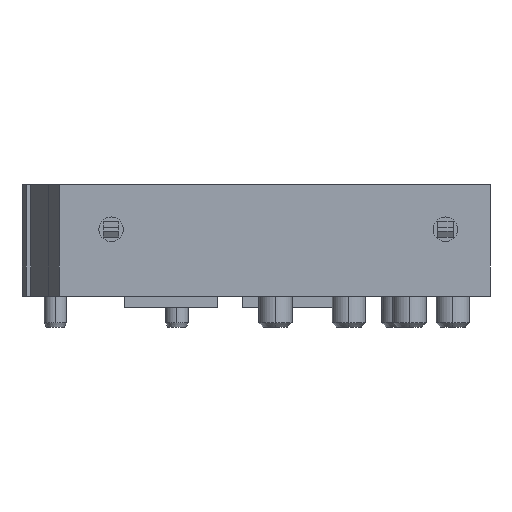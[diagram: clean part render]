
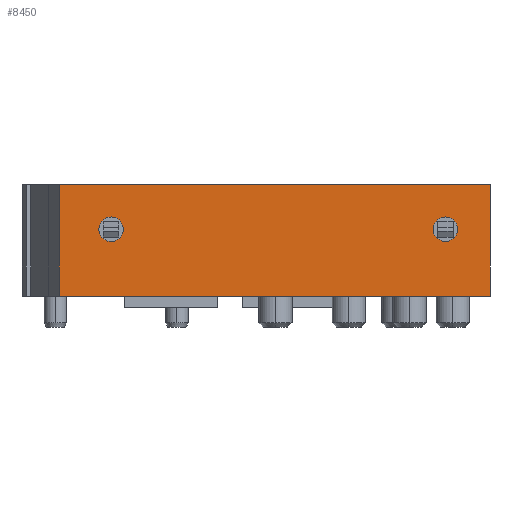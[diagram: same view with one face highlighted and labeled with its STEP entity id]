
A CAD part, front view. The second image highlights one B-rep face of the part: STEP entity #8450.
In plain terms, the highlighted planar face has unit normal (0, -1, 0).
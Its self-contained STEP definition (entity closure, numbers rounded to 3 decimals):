
#7760=CARTESIAN_POINT('',(-72.132,19.402
   ,0.));
#7770=DIRECTION('',(0.,-1.,
   0.));
#7780=DIRECTION('',(-1.,0.,
   0.));
#7790=AXIS2_PLACEMENT_3D('',#7760,#7770,#7780);
#7800=PLANE('',#7790);
#7810=CARTESIAN_POINT('',(0.,19.402,
   0.02));
#7820=DIRECTION('',(-1.,0.,
   0.));
#7830=VECTOR('',#7820,1.);
#7840=LINE('',#7810,#7830);
#7850=CARTESIAN_POINT('',(-52.793,19.402
   ,0.02));
#7860=VERTEX_POINT('',#7850);
#7870=CARTESIAN_POINT('',(-72.132,19.402
   ,0.02));
#7880=VERTEX_POINT('',#7870);
#7890=EDGE_CURVE('',#7860,#7880,#7840,.T.);
#7900=ORIENTED_EDGE('',*,*,#7890,.T.);
#7910=CARTESIAN_POINT('',(-52.793,19.402
   ,0.));
#7920=DIRECTION('',(0.,0.,
   -1.));
#7930=VECTOR('',#7920,1.);
#7940=LINE('',#7910,#7930);
#7950=CARTESIAN_POINT('',(-52.793,19.402
   ,-4.98));
#7960=VERTEX_POINT('',#7950);
#7970=EDGE_CURVE('',#7860,#7960,#7940,.T.);
#7980=ORIENTED_EDGE('',*,*,#7970,.F.);
#7990=CARTESIAN_POINT('',(0.,19.402,
   -4.98));
#8000=DIRECTION('',(-1.,0.,
   0.));
#8010=VECTOR('',#8000,1.);
#8020=LINE('',#7990,#8010);
#8030=CARTESIAN_POINT('',(-72.132,19.402
   ,-4.98));
#8040=VERTEX_POINT('',#8030);
#8050=EDGE_CURVE('',#7960,#8040,#8020,.T.);
#8060=ORIENTED_EDGE('',*,*,#8050,.F.);
#8070=CARTESIAN_POINT('',(-72.132,19.402
   ,0.));
#8080=DIRECTION('',(0.,0.,
   1.));
#8090=VECTOR('',#8080,1.);
#8100=LINE('',#8070,#8090);
#8110=EDGE_CURVE('',#8040,#7880,#8100,.T.);
#8120=ORIENTED_EDGE('',*,*,#8110,.F.);
#8130=EDGE_LOOP('',(#8120,#8060,#7980,#7900));
#8140=FACE_OUTER_BOUND('',#8130,.T.);
#8150=CARTESIAN_POINT('',(-69.793,19.402
   ,-1.98));
#8160=DIRECTION('',(0.,-1.,
   0.));
#8170=DIRECTION('',(1.,0.,
   0.));
#8180=AXIS2_PLACEMENT_3D('',#8150,#8160,#8170);
#8190=CIRCLE('',#8180,0.55);
#8200=CARTESIAN_POINT('',(-69.243,19.402
   ,-1.98));
#8210=VERTEX_POINT('',#8200);
#8220=CARTESIAN_POINT('',(-70.343,19.402
   ,-1.98));
#8230=VERTEX_POINT('',#8220);
#8240=EDGE_CURVE('',#8210,#8230,#8190,.T.);
#8250=ORIENTED_EDGE('',*,*,#8240,.F.);
#8260=EDGE_CURVE('',#8230,#8210,#8190,.T.);
#8270=ORIENTED_EDGE('',*,*,#8260,.F.);
#8280=EDGE_LOOP('',(#8270,#8250));
#8290=FACE_BOUND('',#8280,.T.);
#8300=CARTESIAN_POINT('',(-54.793,19.402
   ,-1.98));
#8310=DIRECTION('',(0.,-1.,
   0.));
#8320=DIRECTION('',(1.,0.,
   0.));
#8330=AXIS2_PLACEMENT_3D('',#8300,#8310,#8320);
#8340=CIRCLE('',#8330,0.55);
#8350=CARTESIAN_POINT('',(-54.243,19.402
   ,-1.98));
#8360=VERTEX_POINT('',#8350);
#8370=CARTESIAN_POINT('',(-55.343,19.402
   ,-1.98));
#8380=VERTEX_POINT('',#8370);
#8390=EDGE_CURVE('',#8360,#8380,#8340,.T.);
#8400=ORIENTED_EDGE('',*,*,#8390,.F.);
#8410=EDGE_CURVE('',#8380,#8360,#8340,.T.);
#8420=ORIENTED_EDGE('',*,*,#8410,.F.);
#8430=EDGE_LOOP('',(#8420,#8400));
#8440=FACE_BOUND('',#8430,.T.);
#8450=ADVANCED_FACE('',(#8140,#8290,#8440),#7800,.T.);
